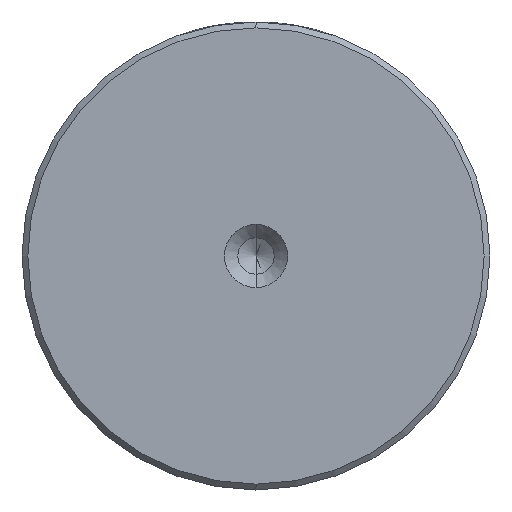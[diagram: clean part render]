
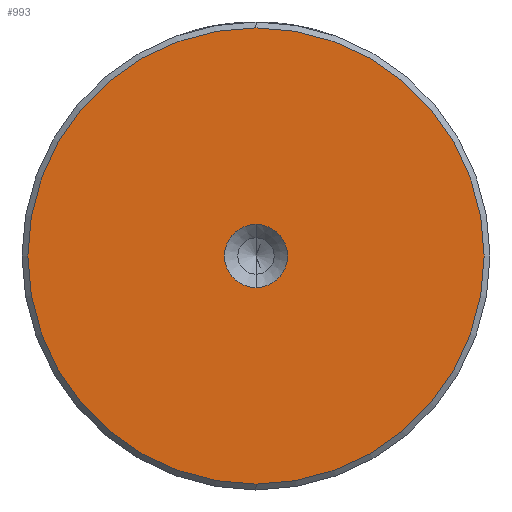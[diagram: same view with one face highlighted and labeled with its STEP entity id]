
A CAD part, left-side view. The second image highlights one B-rep face of the part: STEP entity #993.
In plain terms, the highlighted planar face has unit normal (-1, 0, 0).
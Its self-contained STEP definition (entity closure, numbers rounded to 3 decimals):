
#51 = VERTEX_POINT ( 'NONE', #742 ) ;
#60 = AXIS2_PLACEMENT_3D ( 'NONE', #418, #1742, #619 ) ;
#61 = EDGE_LOOP ( 'NONE', ( #587, #2300 ) ) ;
#73 = FACE_OUTER_BOUND ( 'NONE', #1835, .T. ) ;
#227 = EDGE_CURVE ( 'NONE', #1441, #51, #1636, .T. ) ;
#246 = DIRECTION ( 'NONE',  ( -1., 0., 0. ) ) ;
#267 = DIRECTION ( 'NONE',  ( -1., 0., 0. ) ) ;
#369 = ORIENTED_EDGE ( 'NONE', *, *, #1553, .T. ) ;
#418 = CARTESIAN_POINT ( 'NONE',  ( 0., 0., 0. ) ) ;
#572 = FACE_BOUND ( 'NONE', #61, .T. ) ;
#587 = ORIENTED_EDGE ( 'NONE', *, *, #227, .F. ) ;
#619 = DIRECTION ( 'NONE',  ( 0., 0., 1. ) ) ;
#651 = PLANE ( 'NONE',  #1093 ) ;
#742 = CARTESIAN_POINT ( 'NONE',  ( 0., 0., -2.7 ) ) ;
#832 = CARTESIAN_POINT ( 'NONE',  ( 0., 0., 19.5 ) ) ;
#885 = CARTESIAN_POINT ( 'NONE',  ( 0., 0., 0. ) ) ;
#895 = VERTEX_POINT ( 'NONE', #832 ) ;
#965 = EDGE_CURVE ( 'NONE', #51, #1441, #1189, .T. ) ;
#993 = ADVANCED_FACE ( 'NONE', ( #73, #572 ), #651, .T. ) ;
#995 = DIRECTION ( 'NONE',  ( -1., 0., 0. ) ) ;
#1033 = CARTESIAN_POINT ( 'NONE',  ( 0., 0., 0. ) ) ;
#1091 = DIRECTION ( 'NONE',  ( 0., 0., 1. ) ) ;
#1093 = AXIS2_PLACEMENT_3D ( 'NONE', #1033, #267, #1600 ) ;
#1096 = CIRCLE ( 'NONE', #2215, 19.5 ) ;
#1189 = CIRCLE ( 'NONE', #60, 2.7 ) ;
#1385 = CARTESIAN_POINT ( 'NONE',  ( 0., 0., 0. ) ) ;
#1441 = VERTEX_POINT ( 'NONE', #2152 ) ;
#1473 = ORIENTED_EDGE ( 'NONE', *, *, #1976, .T. ) ;
#1553 = EDGE_CURVE ( 'NONE', #2241, #895, #2065, .T. ) ;
#1557 = AXIS2_PLACEMENT_3D ( 'NONE', #1385, #246, #1578 ) ;
#1578 = DIRECTION ( 'NONE',  ( 0., 0., 1. ) ) ;
#1600 = DIRECTION ( 'NONE',  ( 0., 0., 1. ) ) ;
#1636 = CIRCLE ( 'NONE', #1557, 2.7 ) ;
#1742 = DIRECTION ( 'NONE',  ( -1., 0., 0. ) ) ;
#1835 = EDGE_LOOP ( 'NONE', ( #369, #1473 ) ) ;
#1913 = AXIS2_PLACEMENT_3D ( 'NONE', #2111, #995, #2278 ) ;
#1976 = EDGE_CURVE ( 'NONE', #895, #2241, #1096, .T. ) ;
#2065 = CIRCLE ( 'NONE', #1913, 19.5 ) ;
#2111 = CARTESIAN_POINT ( 'NONE',  ( 0., 0., 0. ) ) ;
#2117 = CARTESIAN_POINT ( 'NONE',  ( 0., 0., -19.5 ) ) ;
#2152 = CARTESIAN_POINT ( 'NONE',  ( 0., 0., 2.7 ) ) ;
#2188 = DIRECTION ( 'NONE',  ( -1., 0., 0. ) ) ;
#2215 = AXIS2_PLACEMENT_3D ( 'NONE', #885, #2188, #1091 ) ;
#2241 = VERTEX_POINT ( 'NONE', #2117 ) ;
#2278 = DIRECTION ( 'NONE',  ( 0., 0., 1. ) ) ;
#2300 = ORIENTED_EDGE ( 'NONE', *, *, #965, .F. ) ;
